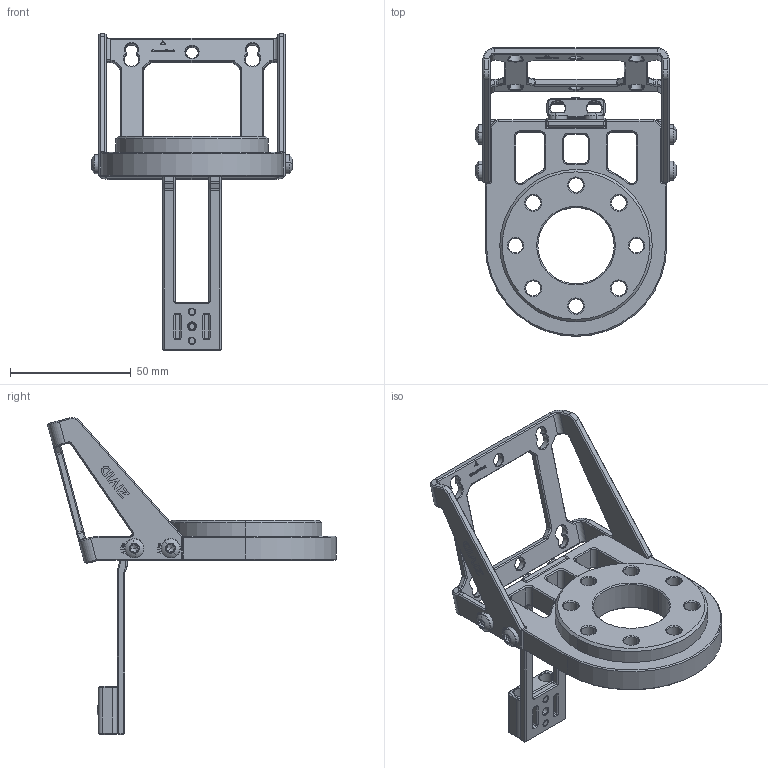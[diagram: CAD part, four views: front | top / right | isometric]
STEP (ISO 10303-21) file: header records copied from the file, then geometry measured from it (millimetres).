
FILE_DESCRIPTION (( 'STEP AP214' ), '1' );
FILE_NAME ('Zivid On-Arm OA121.STEP', '2022-01-31T13:23:56', ( '' ), ( '' ), 'SwSTEP 2.0', 'SolidWorks 2021', '' );
FILE_SCHEMA (( 'AUTOMOTIVE_DESIGN' ));
Length unit declared in the file: millimetre
Products named in the file (1): Zivid On-Arm OA121
Bounding box: 83.2 x 119.31 x 131.08 mm (x, y, z)
Volume: 67915 mm3; surface area: 36389.3 mm2
Topology: 10 solids, 10 shells, 1834 faces, 4440 edges, 2650 vertices
Faces by surface type: plane 795, cylinder 409, cone 398, bspline 174, torus 58
Entity records: 76472 total; most frequent: CARTESIAN_POINT 14849, ORIENTED_EDGE 8776, DIRECTION 8329, EDGE_CURVE 4388, AXIS2_PLACEMENT_3D 3162, VERTEX_POINT 2650, VECTOR 2005, LINE 2005
